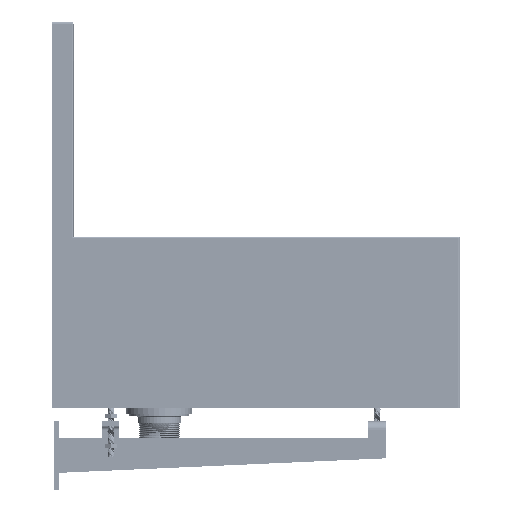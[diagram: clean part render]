
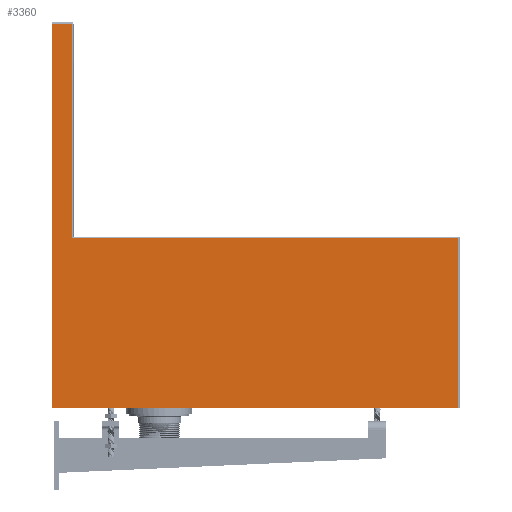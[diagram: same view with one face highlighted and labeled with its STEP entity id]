
A CAD part, left-side view. The second image highlights one B-rep face of the part: STEP entity #3360.
In plain terms, the highlighted planar face has unit normal (-1, 0, 0).
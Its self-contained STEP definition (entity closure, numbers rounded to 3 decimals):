
#3360=ADVANCED_FACE('',(#6019),#4757,.T.);
#4757=PLANE('',#30484);
#6019=FACE_OUTER_BOUND('',#7860,.T.);
#7860=EDGE_LOOP('',(#12001,#12002,#12003,#12004,#12005,#12006));
#12001=ORIENTED_EDGE('',*,*,#21564,.T.);
#12002=ORIENTED_EDGE('',*,*,#21565,.T.);
#12003=ORIENTED_EDGE('',*,*,#21566,.T.);
#12004=ORIENTED_EDGE('',*,*,#21567,.T.);
#12005=ORIENTED_EDGE('',*,*,#21568,.T.);
#12006=ORIENTED_EDGE('',*,*,#21569,.F.);
#18396=VERTEX_POINT('',#165278);
#18397=VERTEX_POINT('',#165279);
#18398=VERTEX_POINT('',#165281);
#18399=VERTEX_POINT('',#165283);
#18400=VERTEX_POINT('',#165285);
#18401=VERTEX_POINT('',#165287);
#21564=EDGE_CURVE('',#18396,#18397,#25017,.T.);
#21565=EDGE_CURVE('',#18397,#18398,#25018,.T.);
#21566=EDGE_CURVE('',#18398,#18399,#25019,.T.);
#21567=EDGE_CURVE('',#18399,#18400,#25020,.T.);
#21568=EDGE_CURVE('',#18400,#18401,#25021,.T.);
#21569=EDGE_CURVE('',#18396,#18401,#25022,.T.);
#25017=LINE('',#165277,#27791);
#25018=LINE('',#165280,#27792);
#25019=LINE('',#165282,#27793);
#25020=LINE('',#165284,#27794);
#25021=LINE('',#165286,#27795);
#25022=LINE('',#165288,#27796);
#27791=VECTOR('',#34504,1.);
#27792=VECTOR('',#34505,1.);
#27793=VECTOR('',#34506,1.);
#27794=VECTOR('',#34507,1.);
#27795=VECTOR('',#34508,1.);
#27796=VECTOR('',#34509,1.);
#30484=AXIS2_PLACEMENT_3D('',#165289,#34510,#34511);
#34504=DIRECTION('',(0.,0.,1.));
#34505=DIRECTION('',(0.,1.,0.));
#34506=DIRECTION('',(0.,0.,1.));
#34507=DIRECTION('',(0.,1.,0.));
#34508=DIRECTION('',(0.,0.,-1.));
#34509=DIRECTION('',(0.,1.,0.));
#34510=DIRECTION('',(-1.,0.,0.));
#34511=DIRECTION('',(0.,0.,1.));
#165277=CARTESIAN_POINT('',(0.,2.,0.));
#165278=CARTESIAN_POINT('',(0.,2.,-200.));
#165279=CARTESIAN_POINT('',(0.,2.,-2.));
#165280=CARTESIAN_POINT('',(0.,550.,-2.));
#165281=CARTESIAN_POINT('',(0.,452.,-2.));
#165282=CARTESIAN_POINT('',(0.,452.,198.));
#165283=CARTESIAN_POINT('',(0.,452.,248.));
#165284=CARTESIAN_POINT('',(0.,475.,248.));
#165285=CARTESIAN_POINT('',(0.,475.,248.));
#165286=CARTESIAN_POINT('',(0.,475.,200.));
#165287=CARTESIAN_POINT('',(0.,475.,-200.));
#165288=CARTESIAN_POINT('',(0.,0.,-200.));
#165289=CARTESIAN_POINT('',(0.,550.,0.));
